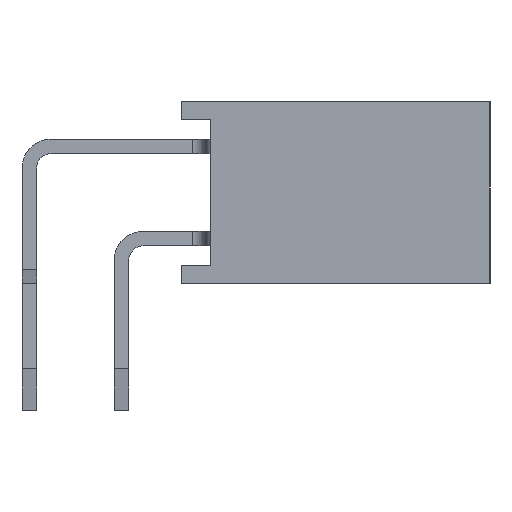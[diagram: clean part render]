
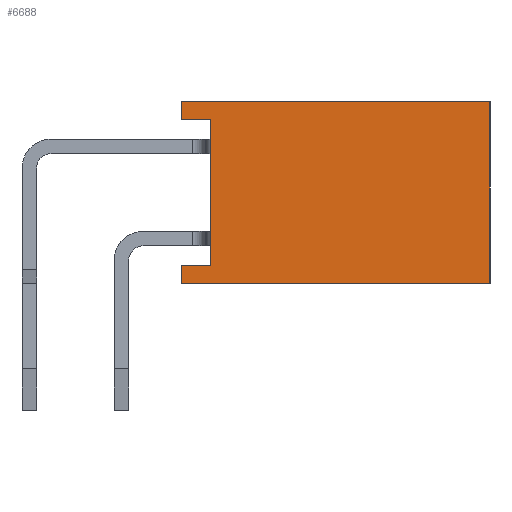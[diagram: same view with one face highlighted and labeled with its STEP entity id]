
A CAD part, left-side view. The second image highlights one B-rep face of the part: STEP entity #6688.
In plain terms, the highlighted planar face has unit normal (-1, 0, 0).
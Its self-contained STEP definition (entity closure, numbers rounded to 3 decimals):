
#6688=ADVANCED_FACE('',(#12894),#12896,.T.);
#12894=FACE_BOUND('',#12895,.T.);
#12895=EDGE_LOOP('',(#18104,#18105,#18106,#18107,#18108,#18109,#18110,#18111));
#12896=PLANE('',#12897);
#12897=AXIS2_PLACEMENT_3D('',#12898,#12899,#12900);
#12898=CARTESIAN_POINT('',(-1.42,0.,0.));
#12899=DIRECTION('',(-1.,0.,0.));
#12900=DIRECTION('',(0.,0.,-1.));
#18104=ORIENTED_EDGE('',*,*,#20014,.T.);
#18105=ORIENTED_EDGE('',*,*,#21213,.T.);
#18106=ORIENTED_EDGE('',*,*,#21214,.T.);
#18107=ORIENTED_EDGE('',*,*,#21215,.T.);
#18108=ORIENTED_EDGE('',*,*,#21216,.T.);
#18109=ORIENTED_EDGE('',*,*,#21217,.T.);
#18110=ORIENTED_EDGE('',*,*,#20100,.T.);
#18111=ORIENTED_EDGE('',*,*,#20275,.T.);
#20014=EDGE_CURVE('',#23409,#23407,#23410,.T.);
#20100=EDGE_CURVE('',#23503,#23501,#23504,.T.);
#20275=EDGE_CURVE('',#23501,#23409,#23693,.T.);
#21213=EDGE_CURVE('',#23407,#25098,#25100,.T.);
#21214=EDGE_CURVE('',#25098,#25101,#25102,.T.);
#21215=EDGE_CURVE('',#25101,#25103,#25104,.T.);
#21216=EDGE_CURVE('',#25103,#25105,#25106,.T.);
#21217=EDGE_CURVE('',#25105,#23503,#25107,.T.);
#23407=VERTEX_POINT('',#29321);
#23409=VERTEX_POINT('',#29325);
#23410=LINE('',#29326,#29327);
#23501=VERTEX_POINT('',#29587);
#23503=VERTEX_POINT('',#29591);
#23504=LINE('',#29592,#29593);
#23693=LINE('',#30131,#30132);
#25098=VERTEX_POINT('',#33410);
#25100=LINE('',#33414,#33415);
#25101=VERTEX_POINT('',#33417);
#25102=LINE('',#33418,#33419);
#25103=VERTEX_POINT('',#33421);
#25104=LINE('',#33422,#33423);
#25105=VERTEX_POINT('',#33425);
#25106=LINE('',#33426,#33427);
#25107=LINE('',#33429,#33430);
#29321=CARTESIAN_POINT('',(-1.42,-1.66,0.5));
#29325=CARTESIAN_POINT('',(-1.42,-2.46,0.5));
#29326=CARTESIAN_POINT('',(-1.42,-2.46,0.5));
#29327=VECTOR('',#29328,1.);
#29328=DIRECTION('',(0.,1.,0.));
#29587=CARTESIAN_POINT('',(-1.42,-2.46,4.5));
#29591=CARTESIAN_POINT('',(-1.42,-1.66,4.5));
#29592=CARTESIAN_POINT('',(-1.42,-1.66,4.5));
#29593=VECTOR('',#29594,1.);
#29594=DIRECTION('',(0.,-1.,0.));
#30131=CARTESIAN_POINT('',(-1.42,-2.46,4.5));
#30132=VECTOR('',#30133,1.);
#30133=DIRECTION('',(0.,0.,-1.));
#33410=CARTESIAN_POINT('',(-1.42,-1.66,0.));
#33414=CARTESIAN_POINT('',(-1.42,-1.66,0.5));
#33415=VECTOR('',#33416,1.);
#33416=DIRECTION('',(0.,0.,-1.));
#33417=CARTESIAN_POINT('',(-1.42,-10.16,0.));
#33418=CARTESIAN_POINT('',(-1.42,-1.66,0.));
#33419=VECTOR('',#33420,1.);
#33420=DIRECTION('',(0.,-1.,0.));
#33421=CARTESIAN_POINT('',(-1.42,-10.16,5.));
#33422=CARTESIAN_POINT('',(-1.42,-10.16,0.));
#33423=VECTOR('',#33424,1.);
#33424=DIRECTION('',(0.,0.,1.));
#33425=CARTESIAN_POINT('',(-1.42,-1.66,5.));
#33426=CARTESIAN_POINT('',(-1.42,-10.16,5.));
#33427=VECTOR('',#33428,1.);
#33428=DIRECTION('',(0.,1.,0.));
#33429=CARTESIAN_POINT('',(-1.42,-1.66,5.));
#33430=VECTOR('',#33431,1.);
#33431=DIRECTION('',(0.,0.,-1.));
